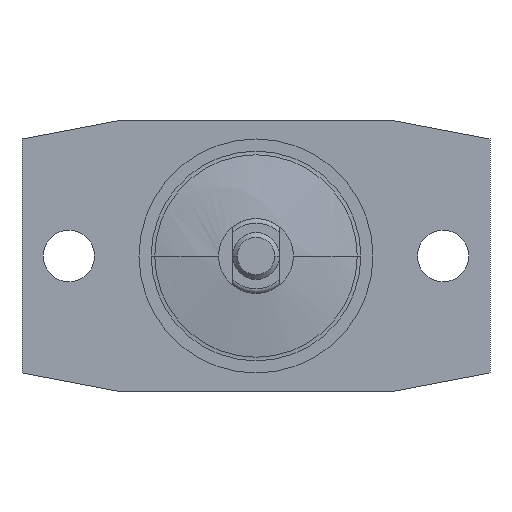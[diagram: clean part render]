
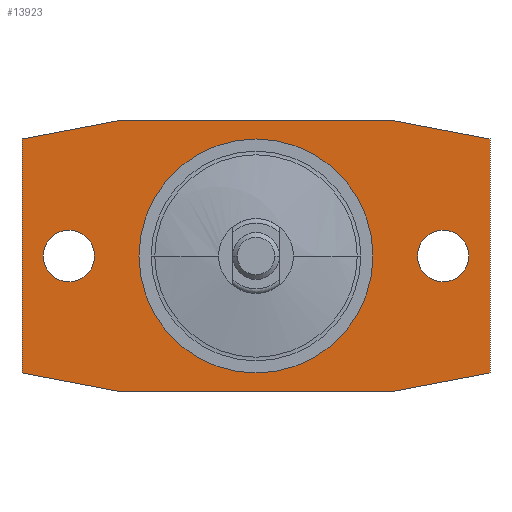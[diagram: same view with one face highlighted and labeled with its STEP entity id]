
A CAD part, front view. The second image highlights one B-rep face of the part: STEP entity #13923.
In plain terms, the highlighted planar face has unit normal (0, -1, 0).
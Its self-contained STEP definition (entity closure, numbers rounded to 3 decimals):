
#12216=DIRECTION('',(-0.982,0.,0.187));
#12217=VECTOR('',#12216,10.689);
#12218=CARTESIAN_POINT('',(-14.5,0.,-14.5));
#12219=LINE('',#12218,#12217);
#12220=DIRECTION('',(0.982,0.,0.187));
#12221=VECTOR('',#12220,10.689);
#12222=CARTESIAN_POINT('',(-25.,0.,12.5));
#12223=LINE('',#12222,#12221);
#12224=DIRECTION('',(0.982,0.,-0.187));
#12225=VECTOR('',#12224,10.689);
#12226=CARTESIAN_POINT('',(14.5,0.,14.5));
#12227=LINE('',#12226,#12225);
#12228=DIRECTION('',(-0.982,0.,-0.187));
#12229=VECTOR('',#12228,10.689);
#12230=CARTESIAN_POINT('',(25.,0.,-12.5));
#12231=LINE('',#12230,#12229);
#12232=CARTESIAN_POINT('',(0.,0.,0.));
#12233=DIRECTION('',(0.,-1.,0.));
#12234=DIRECTION('',(-1.,0.,0.));
#12235=AXIS2_PLACEMENT_3D('',#12232,#12233,#12234);
#12237=CARTESIAN_POINT('',(0.,0.,0.));
#12238=DIRECTION('',(0.,-1.,0.));
#12239=DIRECTION('',(1.,0.,0.));
#12240=AXIS2_PLACEMENT_3D('',#12237,#12238,#12239);
#12242=CARTESIAN_POINT('',(-20.,0.,0.));
#12243=DIRECTION('',(0.,-1.,0.));
#12244=DIRECTION('',(1.,0.,0.));
#12245=AXIS2_PLACEMENT_3D('',#12242,#12243,#12244);
#12247=CARTESIAN_POINT('',(-20.,0.,0.));
#12248=DIRECTION('',(0.,-1.,0.));
#12249=DIRECTION('',(-1.,0.,0.));
#12250=AXIS2_PLACEMENT_3D('',#12247,#12248,#12249);
#12252=CARTESIAN_POINT('',(20.,0.,0.));
#12253=DIRECTION('',(0.,-1.,0.));
#12254=DIRECTION('',(1.,0.,0.));
#12255=AXIS2_PLACEMENT_3D('',#12252,#12253,#12254);
#12257=CARTESIAN_POINT('',(20.,0.,0.));
#12258=DIRECTION('',(0.,-1.,0.));
#12259=DIRECTION('',(-1.,0.,0.));
#12260=AXIS2_PLACEMENT_3D('',#12257,#12258,#12259);
#12312=DIRECTION('',(1.,0.,0.));
#12313=VECTOR('',#12312,29.);
#12314=CARTESIAN_POINT('',(-14.5,0.,-14.5));
#12315=LINE('',#12314,#12313);
#12410=DIRECTION('',(-1.,0.,0.));
#12411=VECTOR('',#12410,29.);
#12412=CARTESIAN_POINT('',(14.5,0.,14.5));
#12413=LINE('',#12412,#12411);
#12418=DIRECTION('',(0.,0.,1.));
#12419=VECTOR('',#12418,25.);
#12420=CARTESIAN_POINT('',(25.,0.,-12.5));
#12421=LINE('',#12420,#12419);
#12430=DIRECTION('',(0.,0.,-1.));
#12431=VECTOR('',#12430,25.);
#12432=CARTESIAN_POINT('',(-25.,0.,12.5));
#12433=LINE('',#12432,#12431);
#13556=CARTESIAN_POINT('',(-14.5,0.,-14.5));
#13557=CARTESIAN_POINT('',(-25.,0.,-12.5));
#13558=VERTEX_POINT('',#13556);
#13559=VERTEX_POINT('',#13557);
#13560=CARTESIAN_POINT('',(-25.,0.,12.5));
#13561=VERTEX_POINT('',#13560);
#13562=CARTESIAN_POINT('',(-14.5,0.,14.5));
#13563=VERTEX_POINT('',#13562);
#13564=CARTESIAN_POINT('',(14.5,0.,14.5));
#13565=VERTEX_POINT('',#13564);
#13566=CARTESIAN_POINT('',(25.,0.,12.5));
#13567=VERTEX_POINT('',#13566);
#13568=CARTESIAN_POINT('',(25.,0.,-12.5));
#13569=VERTEX_POINT('',#13568);
#13570=CARTESIAN_POINT('',(14.5,0.,-14.5));
#13571=VERTEX_POINT('',#13570);
#13572=CARTESIAN_POINT('',(-12.5,0.,0.));
#13573=CARTESIAN_POINT('',(12.5,0.,0.));
#13574=VERTEX_POINT('',#13572);
#13575=VERTEX_POINT('',#13573);
#13576=CARTESIAN_POINT('',(-17.25,0.,0.));
#13577=CARTESIAN_POINT('',(-22.75,0.,0.));
#13578=VERTEX_POINT('',#13576);
#13579=VERTEX_POINT('',#13577);
#13580=CARTESIAN_POINT('',(22.75,0.,0.));
#13581=CARTESIAN_POINT('',(17.25,0.,0.));
#13582=VERTEX_POINT('',#13580);
#13583=VERTEX_POINT('',#13581);
#13882=CARTESIAN_POINT('',(0.,0.,0.));
#13883=DIRECTION('',(0.,1.,0.));
#13884=DIRECTION('',(1.,0.,0.));
#13885=AXIS2_PLACEMENT_3D('',#13882,#13883,#13884);
#13886=PLANE('',#13885);
#13888=ORIENTED_EDGE('',*,*,#13887,.T.);
#13890=ORIENTED_EDGE('',*,*,#13889,.F.);
#13892=ORIENTED_EDGE('',*,*,#13891,.T.);
#13894=ORIENTED_EDGE('',*,*,#13893,.F.);
#13896=ORIENTED_EDGE('',*,*,#13895,.T.);
#13898=ORIENTED_EDGE('',*,*,#13897,.F.);
#13900=ORIENTED_EDGE('',*,*,#13899,.T.);
#13902=ORIENTED_EDGE('',*,*,#13901,.F.);
#13903=EDGE_LOOP('',(#13888,#13890,#13892,#13894,#13896,#13898,#13900,#13902));
#13904=FACE_OUTER_BOUND('',#13903,.F.);
#13906=ORIENTED_EDGE('',*,*,#13905,.T.);
#13908=ORIENTED_EDGE('',*,*,#13907,.T.);
#13909=EDGE_LOOP('',(#13906,#13908));
#13910=FACE_BOUND('',#13909,.F.);
#13912=ORIENTED_EDGE('',*,*,#13911,.T.);
#13914=ORIENTED_EDGE('',*,*,#13913,.T.);
#13915=EDGE_LOOP('',(#13912,#13914));
#13916=FACE_BOUND('',#13915,.F.);
#13918=ORIENTED_EDGE('',*,*,#13917,.T.);
#13920=ORIENTED_EDGE('',*,*,#13919,.T.);
#13921=EDGE_LOOP('',(#13918,#13920));
#13922=FACE_BOUND('',#13921,.F.);
#13923=ADVANCED_FACE('',(#13904,#13910,#13916,#13922),#13886,.F.);
#12236=CIRCLE('',#12235,12.5);
#12241=CIRCLE('',#12240,12.5);
#12246=CIRCLE('',#12245,2.75);
#12251=CIRCLE('',#12250,2.75);
#12256=CIRCLE('',#12255,2.75);
#12261=CIRCLE('',#12260,2.75);
#13887=EDGE_CURVE('',#13558,#13559,#12219,.T.);
#13889=EDGE_CURVE('',#13561,#13559,#12433,.T.);
#13891=EDGE_CURVE('',#13561,#13563,#12223,.T.);
#13893=EDGE_CURVE('',#13565,#13563,#12413,.T.);
#13895=EDGE_CURVE('',#13565,#13567,#12227,.T.);
#13897=EDGE_CURVE('',#13569,#13567,#12421,.T.);
#13899=EDGE_CURVE('',#13569,#13571,#12231,.T.);
#13901=EDGE_CURVE('',#13558,#13571,#12315,.T.);
#13905=EDGE_CURVE('',#13574,#13575,#12236,.T.);
#13907=EDGE_CURVE('',#13575,#13574,#12241,.T.);
#13911=EDGE_CURVE('',#13578,#13579,#12246,.T.);
#13913=EDGE_CURVE('',#13579,#13578,#12251,.T.);
#13917=EDGE_CURVE('',#13582,#13583,#12256,.T.);
#13919=EDGE_CURVE('',#13583,#13582,#12261,.T.);
